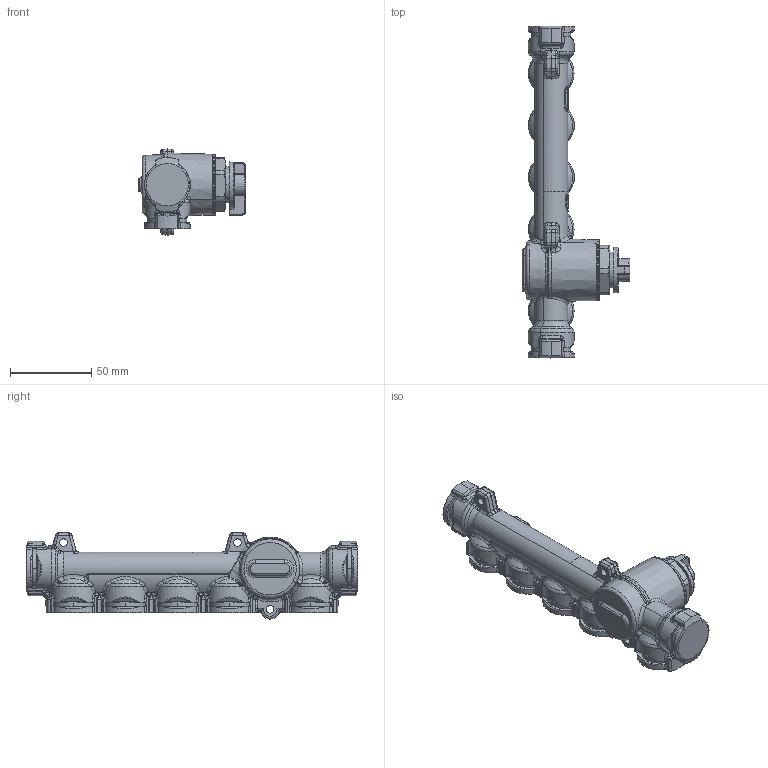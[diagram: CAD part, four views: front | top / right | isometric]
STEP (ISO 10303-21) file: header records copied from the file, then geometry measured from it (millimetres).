
FILE_DESCRIPTION(('CATIA V5 STEP Exchange','CAx-IF Rec.Pracs.--- Model Styling and Organization---1.4--- 2014-01-23','CAx-IF Rec.Pracs.---3D Tessellated Data Validation Properties---0.5---2014-09-14'),'2;1');
FILE_NAME('STEP_359290_-_TST.stp','2022-01-19T14:06:10+00:00',('none'),('none'),'CATIA Version 5-6 Release 2019 SP3','CATIA V5 STEP AP242 v1','none');
FILE_SCHEMA(('AP242_MANAGED_MODEL_BASED_3D_ENGINEERING_MIM_LF {1 0 10303 442 1 1 4}'));
Products named in the file (1): 359290 - TST
Bounding box: 66.05 x 204 x 52.96 mm (x, y, z)
Volume: 188707.6 mm3; surface area: 34732.6 mm2
Topology: 1 solids, 1 shells, 1397 faces, 3461 edges, 1968 vertices
Faces by surface type: bspline 692, cylinder 338, plane 134, torus 96, cone 70, sphere 67
Entity records: 86694 total; most frequent: CARTESIAN_POINT 60399, ORIENTED_EDGE 6726, EDGE_CURVE 3363, DIRECTION 2239, B_SPLINE_CURVE_WITH_KNOTS 2100, VERTEX_POINT 1968, EDGE_LOOP 1431, ADVANCED_FACE 1397
